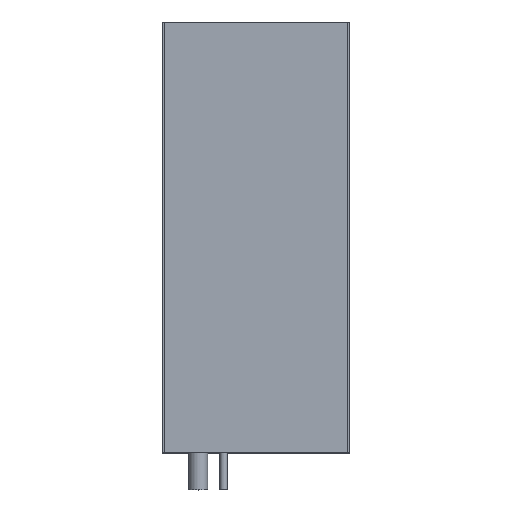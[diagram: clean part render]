
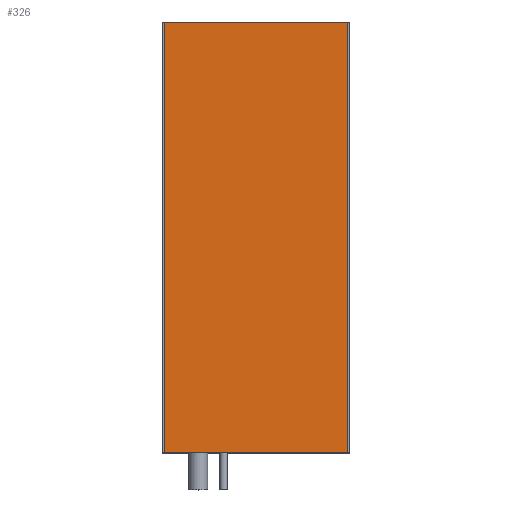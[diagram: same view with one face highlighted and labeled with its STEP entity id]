
A CAD part, top view. The second image highlights one B-rep face of the part: STEP entity #326.
In plain terms, the highlighted planar face has unit normal (0, 0, 1).
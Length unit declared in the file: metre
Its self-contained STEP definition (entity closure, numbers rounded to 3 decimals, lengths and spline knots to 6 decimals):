
#326 = ADVANCED_FACE( '', ( #1000 ), #1001, .T. );
#1000 = FACE_OUTER_BOUND( '', #1735, .T. );
#1001 = PLANE( '', #1736 );
#1735 = EDGE_LOOP( '', ( #4156, #4157, #4158, #4159 ) );
#1736 = AXIS2_PLACEMENT_3D( '', #4160, #4161, #4162 );
#4156 = ORIENTED_EDGE( '', *, *, #4808, .F. );
#4157 = ORIENTED_EDGE( '', *, *, #5363, .F. );
#4158 = ORIENTED_EDGE( '', *, *, #5364, .T. );
#4159 = ORIENTED_EDGE( '', *, *, #5365, .T. );
#4160 = CARTESIAN_POINT( '', ( 0.064, 0.2899, 0.00005 ) );
#4161 = DIRECTION( '', ( 0., 0., 1. ) );
#4162 = DIRECTION( '', ( 1., 0., 0. ) );
#4808 = EDGE_CURVE( '', #5869, #5871, #5872, .T. );
#5363 = EDGE_CURVE( '', #6773, #5869, #6774, .T. );
#5364 = EDGE_CURVE( '', #6773, #6775, #6776, .T. );
#5365 = EDGE_CURVE( '', #6775, #5871, #6777, .T. );
#5869 = VERTEX_POINT( '', #7473 );
#5871 = VERTEX_POINT( '', #7476 );
#5872 = LINE( '', #7477, #7478 );
#6773 = VERTEX_POINT( '', #8757 );
#6774 = LINE( '', #8758, #8759 );
#6775 = VERTEX_POINT( '', #8760 );
#6776 = LINE( '', #8761, #8762 );
#6777 = LINE( '', #8763, #8764 );
#7473 = CARTESIAN_POINT( '', ( 0.064, 0.0001, 0.00005 ) );
#7476 = CARTESIAN_POINT( '', ( -0.0595, 0.0001, 0.00005 ) );
#7477 = CARTESIAN_POINT( '', ( 0.064, 0.0001, 0.00005 ) );
#7478 = VECTOR( '', #9292, 1. );
#8757 = CARTESIAN_POINT( '', ( 0.064, 0.2899, 0.00005 ) );
#8758 = CARTESIAN_POINT( '', ( 0.064, 0.2899, 0.00005 ) );
#8759 = VECTOR( '', #10199, 1. );
#8760 = CARTESIAN_POINT( '', ( -0.0595, 0.2899, 0.00005 ) );
#8761 = CARTESIAN_POINT( '', ( 0.064, 0.2899, 0.00005 ) );
#8762 = VECTOR( '', #10200, 1. );
#8763 = CARTESIAN_POINT( '', ( -0.0595, 0.2899, 0.00005 ) );
#8764 = VECTOR( '', #10201, 1. );
#9292 = DIRECTION( '', ( -1., 0., 0. ) );
#10199 = DIRECTION( '', ( 0., -1., 0. ) );
#10200 = DIRECTION( '', ( -1., 0., 0. ) );
#10201 = DIRECTION( '', ( 0., -1., 0. ) );
